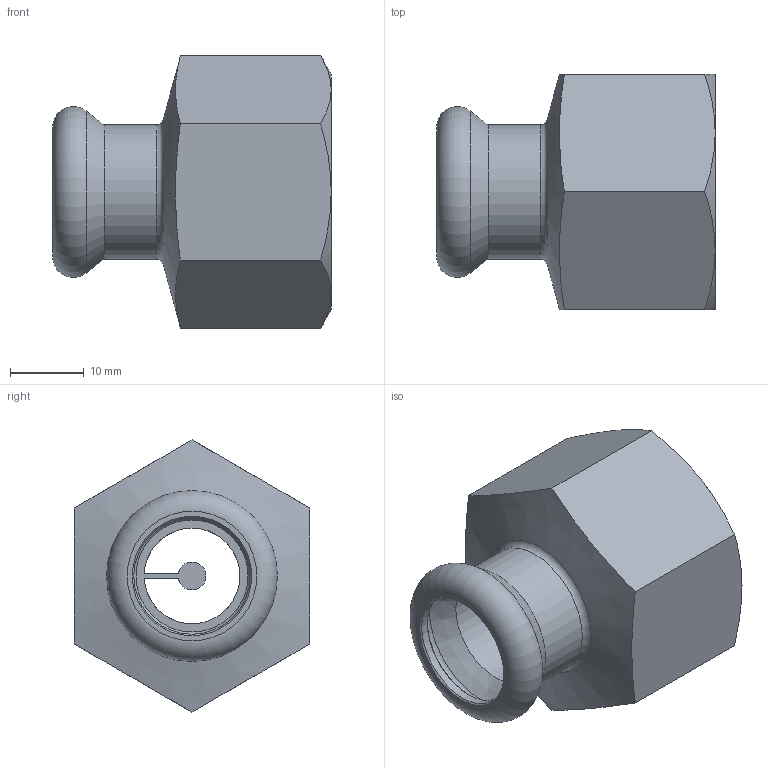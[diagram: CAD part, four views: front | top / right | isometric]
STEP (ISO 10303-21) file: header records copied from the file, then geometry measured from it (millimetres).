
FILE_DESCRIPTION(/* description */ (''),/* implementation_level */ '2;1');
FILE_NAME(/* name */ '31823.stp',/* time_stamp */ '2014-04-03T18:50:50+02:00',/* author */ ('bruh'),/* organization */ (''),/* preprocessor_version */ 'ST-DEVELOPER v15.2',/* originating_system */ 'Autodesk Inventor 2014',/* authorisation */ '');
FILE_SCHEMA (('AUTOMOTIVE_DESIGN { 1 0 10303 214 3 1 1 }'));
Length unit declared in the file: millimetre
Products named in the file (2): 100955; 31823
Bounding box: 37.8 x 32 x 36.95 mm (x, y, z)
Volume: 11858.4 mm3; surface area: 7394.6 mm2
Topology: 1 solids, 1 shells, 37 faces, 79 edges, 47 vertices
Faces by surface type: plane 14, cone 13, cylinder 7, torus 3
Full cylindrical faces by diameter (mm): 13 x1, 15.2 x1, 15.8 x1, 18.2 x1, 24.117 x1, 26.5 x1
Entity records: 925 total; most frequent: CARTESIAN_POINT 182, DIRECTION 152, ORIENTED_EDGE 122, AXIS2_PLACEMENT_3D 69, EDGE_CURVE 61, EDGE_LOOP 58, VERTEX_POINT 45, ADVANCED_FACE 37
